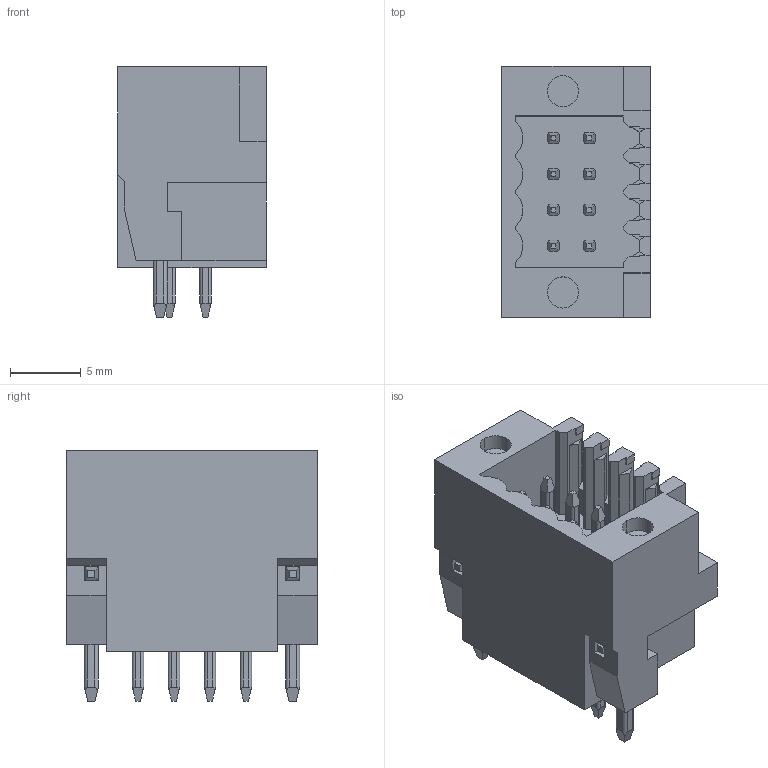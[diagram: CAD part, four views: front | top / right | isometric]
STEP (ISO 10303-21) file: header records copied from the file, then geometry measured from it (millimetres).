
FILE_DESCRIPTION((''),'2;1');
FILE_NAME('TLPHDW-020V','2024-10-17T08:30:07',('tluser'),(''),'CREO PARAMETRIC BY PTC INC, 2018100','CREO PARAMETRIC BY PTC INC, 2018100','');
FILE_SCHEMA(('CONFIG_CONTROL_DESIGN'));
Length unit declared in the file: millimetre
Products named in the file (1): TLPHDW-020V
Bounding box: 10.5 x 17.72 x 17.7 mm (x, y, z)
Volume: 1763.7 mm3; surface area: 1741.6 mm2
Topology: 1 solids, 1 shells, 394 faces, 1100 edges, 720 vertices
Faces by surface type: plane 308, cylinder 82, torus 4
Entity records: 13031 total; most frequent: CARTESIAN_POINT 3071, ORIENTED_EDGE 2200, DIRECTION 1832, EDGE_CURVE 1100, VECTOR 860, LINE 860, VERTEX_POINT 720, AXIS2_PLACEMENT_3D 486
